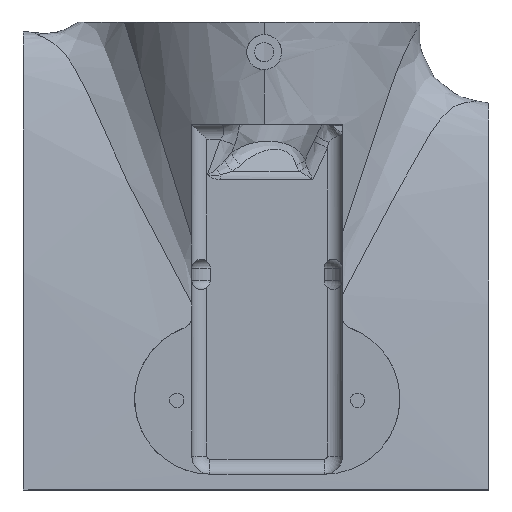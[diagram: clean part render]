
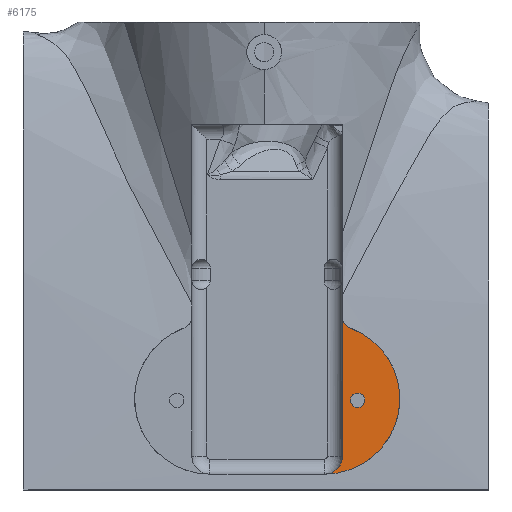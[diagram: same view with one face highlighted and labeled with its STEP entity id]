
A CAD part, front view. The second image highlights one B-rep face of the part: STEP entity #6175.
In plain terms, the highlighted planar face has unit normal (0, -1, 0).
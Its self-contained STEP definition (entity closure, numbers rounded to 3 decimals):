
#16 = CIRCLE ( 'NONE', #4674, 3. ) ;
#31 = VERTEX_POINT ( 'NONE', #1965 ) ;
#90 = CARTESIAN_POINT ( 'NONE',  ( 338., 6., 264.111 ) ) ;
#159 = VERTEX_POINT ( 'NONE', #4160 ) ;
#223 = AXIS2_PLACEMENT_3D ( 'NONE', #1161, #8075, #963 ) ;
#395 = DIRECTION ( 'NONE',  ( 0., 0., 1. ) ) ;
#522 = CIRCLE ( 'NONE', #8652, 12.5 ) ;
#732 = AXIS2_PLACEMENT_3D ( 'NONE', #8578, #7793, #2291 ) ;
#963 = DIRECTION ( 'NONE',  ( 0., 0., -1. ) ) ;
#1161 = CARTESIAN_POINT ( 'NONE',  ( 340.5, 6., 250.25 ) ) ;
#1417 = EDGE_CURVE ( 'NONE', #1578, #1972, #7141, .T. ) ;
#1422 = EDGE_LOOP ( 'NONE', ( #6132, #7554 ) ) ;
#1465 = CARTESIAN_POINT ( 'NONE',  ( 340.5, 6., 251.45 ) ) ;
#1578 = VERTEX_POINT ( 'NONE', #1465 ) ;
#1627 = DIRECTION ( 'NONE',  ( 0., -1., 0. ) ) ;
#1965 = CARTESIAN_POINT ( 'NONE',  ( 335., 6., 238. ) ) ;
#1972 = VERTEX_POINT ( 'NONE', #4339 ) ;
#2037 = EDGE_CURVE ( 'NONE', #31, #6886, #16, .T. ) ;
#2125 = EDGE_CURVE ( 'NONE', #159, #31, #522, .T. ) ;
#2291 = DIRECTION ( 'NONE',  ( 0., 0., 1. ) ) ;
#2442 = ORIENTED_EDGE ( 'NONE', *, *, #2037, .F. ) ;
#2507 = CARTESIAN_POINT ( 'NONE',  ( 340.5, 6., 250.25 ) ) ;
#2883 = DIRECTION ( 'NONE',  ( 0., 0., 1. ) ) ;
#2993 = DIRECTION ( 'NONE',  ( 0., -1., 0. ) ) ;
#3232 = VERTEX_POINT ( 'NONE', #90 ) ;
#3607 = DIRECTION ( 'NONE',  ( 0., 0., 1. ) ) ;
#3719 = EDGE_CURVE ( 'NONE', #3232, #159, #4193, .T. ) ;
#3933 = CARTESIAN_POINT ( 'NONE',  ( 335., 6., 250.5 ) ) ;
#4023 = AXIS2_PLACEMENT_3D ( 'NONE', #4388, #2993, #2883 ) ;
#4156 = LINE ( 'NONE', #5657, #5686 ) ;
#4160 = CARTESIAN_POINT ( 'NONE',  ( 339.31, 6., 262.233 ) ) ;
#4193 = CIRCLE ( 'NONE', #4023, 2. ) ;
#4339 = CARTESIAN_POINT ( 'NONE',  ( 340.5, 6., 249.05 ) ) ;
#4388 = CARTESIAN_POINT ( 'NONE',  ( 340., 6., 264.111 ) ) ;
#4583 = FACE_OUTER_BOUND ( 'NONE', #8160, .T. ) ;
#4674 = AXIS2_PLACEMENT_3D ( 'NONE', #6888, #9186, #395 ) ;
#4801 = EDGE_CURVE ( 'NONE', #6886, #3232, #4156, .T. ) ;
#5657 = CARTESIAN_POINT ( 'NONE',  ( 338., 6., 296. ) ) ;
#5686 = VECTOR ( 'NONE', #3607, 1000. ) ;
#6132 = ORIENTED_EDGE ( 'NONE', *, *, #7272, .F. ) ;
#6175 = ADVANCED_FACE ( 'NONE', ( #7011, #4583 ), #6961, .F. ) ;
#6886 = VERTEX_POINT ( 'NONE', #9759 ) ;
#6888 = CARTESIAN_POINT ( 'NONE',  ( 335., 6., 241. ) ) ;
#6961 = PLANE ( 'NONE',  #732 ) ;
#7011 = FACE_BOUND ( 'NONE', #1422, .T. ) ;
#7140 = DIRECTION ( 'NONE',  ( 0., 0., 1. ) ) ;
#7141 = CIRCLE ( 'NONE', #9489, 1.2 ) ;
#7272 = EDGE_CURVE ( 'NONE', #1972, #1578, #8861, .T. ) ;
#7352 = ORIENTED_EDGE ( 'NONE', *, *, #3719, .F. ) ;
#7402 = ORIENTED_EDGE ( 'NONE', *, *, #2125, .F. ) ;
#7554 = ORIENTED_EDGE ( 'NONE', *, *, #1417, .F. ) ;
#7793 = DIRECTION ( 'NONE',  ( 0., 1., 0. ) ) ;
#8075 = DIRECTION ( 'NONE',  ( 0., -1., 0. ) ) ;
#8160 = EDGE_LOOP ( 'NONE', ( #2442, #7402, #7352, #9421 ) ) ;
#8578 = CARTESIAN_POINT ( 'NONE',  ( 325.976, 6., 254.336 ) ) ;
#8652 = AXIS2_PLACEMENT_3D ( 'NONE', #3933, #9548, #7140 ) ;
#8750 = DIRECTION ( 'NONE',  ( 0., 0., -1. ) ) ;
#8861 = CIRCLE ( 'NONE', #223, 1.2 ) ;
#9186 = DIRECTION ( 'NONE',  ( 0., -1., 0. ) ) ;
#9421 = ORIENTED_EDGE ( 'NONE', *, *, #4801, .F. ) ;
#9489 = AXIS2_PLACEMENT_3D ( 'NONE', #2507, #1627, #8750 ) ;
#9548 = DIRECTION ( 'NONE',  ( 0., 1., 0. ) ) ;
#9759 = CARTESIAN_POINT ( 'NONE',  ( 338., 6., 241. ) ) ;
